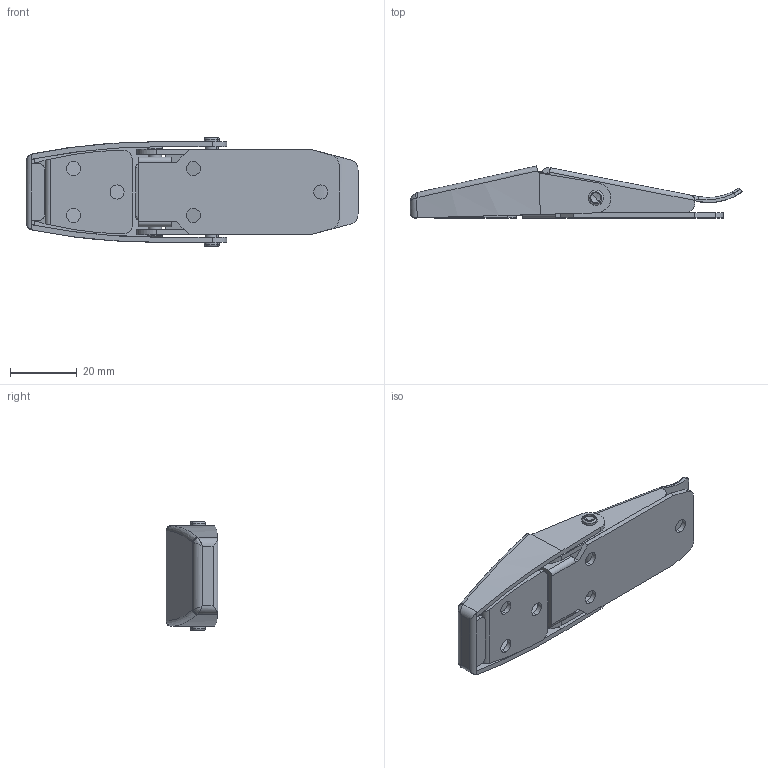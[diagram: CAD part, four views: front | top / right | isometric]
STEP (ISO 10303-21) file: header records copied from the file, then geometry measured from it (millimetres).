
FILE_DESCRIPTION (( 'STEP AP203' ), '1' );
FILE_NAME ('Žº‰ª•ÏŠ·.STEP', '2012-05-02T07:44:08', ( '' ), ( '' ), 'SwSTEP 2.0', 'SolidWorks 2011', '' );
FILE_SCHEMA (( 'CONFIG_CONTROL_DESIGN' ));
Length unit declared in the file: millimetre
Products named in the file (7): 室岡変換; C-1144-1A_受板B; C-1144-1A_フック; C-1144-1A_僺儞26.8; C-1144-1A_僺儞32.5; C-1144-1A_儗僶乕B; C-1144-1A_取付板B
Assembly tree (6 placements, depth 2):
  室岡変換
    C-1144-1A_フック
    C-1144-1A_僺儞26.8
    C-1144-1A_取付板B
    C-1144-1A_受板B
    C-1144-1A_僺儞32.5
    C-1144-1A_儗僶乕B
Bounding box: 99.13 x 15.51 x 32.5 mm (x, y, z)
Volume: 11053 mm3; surface area: 16038 mm2
Topology: 6 solids, 6 shells, 199 faces, 513 edges, 324 vertices
Faces by surface type: cylinder 96, plane 75, bspline 12, torus 8, cone 8
Entity records: 7389 total; most frequent: CARTESIAN_POINT 1863, ORIENTED_EDGE 1006, DIRECTION 1001, EDGE_CURVE 503, AXIS2_PLACEMENT_3D 374, VERTEX_POINT 324, LINE 253, VECTOR 253
